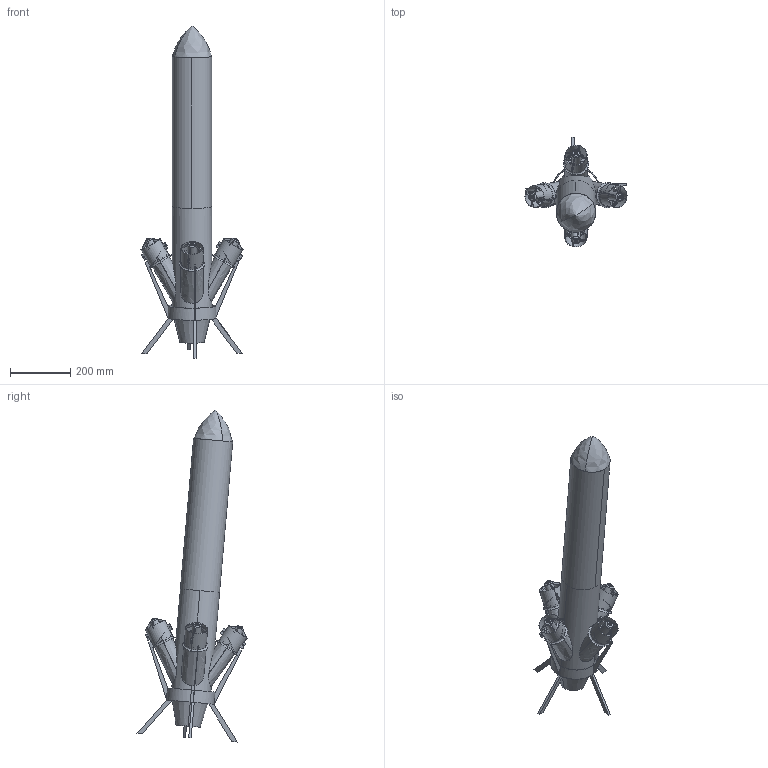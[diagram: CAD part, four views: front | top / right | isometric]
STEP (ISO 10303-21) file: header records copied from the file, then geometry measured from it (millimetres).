
FILE_DESCRIPTION(('CATIA V5 STEP Exchange','CAx-IF Rec.Pracs.--- Model Styling and Organization---1.5--- 2016-08-15','CAx-IF Rec.Pracs.---Supplemental Geometry---1.0---2011-11-01','CAx-IF Rec.Pracs.--- Composite Materials ---3.4---2017-06-13','CAx-IF Rec.Pracs.---Tessellated 3D Geometry---1.0---2015-12-17'),'2;1');
FILE_NAME('TotalRocket.stp','2024-01-08T14:41:20+00:00',('none'),('none'),'CATIA Version 5-6 Release 2023','CATIA V5 STEP AP242 v2','none');
FILE_SCHEMA(('AP242_MANAGED_MODEL_BASED_3D_ENGINEERING_MIM_LF {1 0 10303 442 1 1 4}'));
Products named in the file (6): Product1; Central_Rocket; Rocket_Engine; Upper_rocket; rocket_nose; Support
Assembly tree (5 placements, depth 2):
  Product1
    Central_Rocket
    Rocket_Engine
    Upper_rocket
    rocket_nose
    Support
Bounding box: 337.57 x 364.06 x 1098.4 mm (x, y, z)
Volume: 3912825.6 mm3; surface area: 1202318.6 mm2
Topology: 12 solids, 13 shells, 673 faces, 1921 edges, 1242 vertices
Faces by surface type: plane 269, bspline 244, cylinder 90, cone 22, extrusion 20, torus 16, revolution 12
Entity records: 40146 total; most frequent: CARTESIAN_POINT 25212, ORIENTED_EDGE 3814, EDGE_CURVE 1909, DIRECTION 1663, VERTEX_POINT 1242, B_SPLINE_CURVE_WITH_KNOTS 874, EDGE_LOOP 812, VECTOR 709
